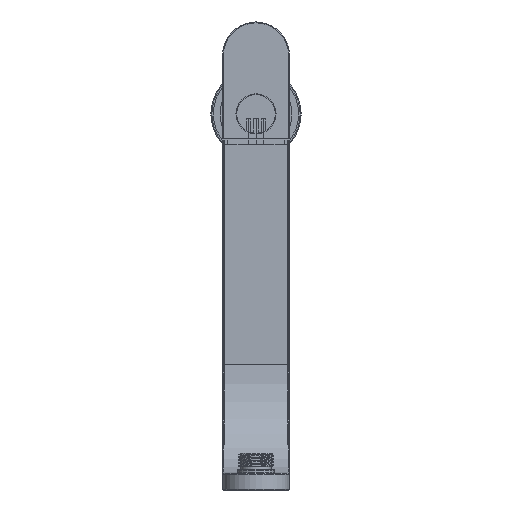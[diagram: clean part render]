
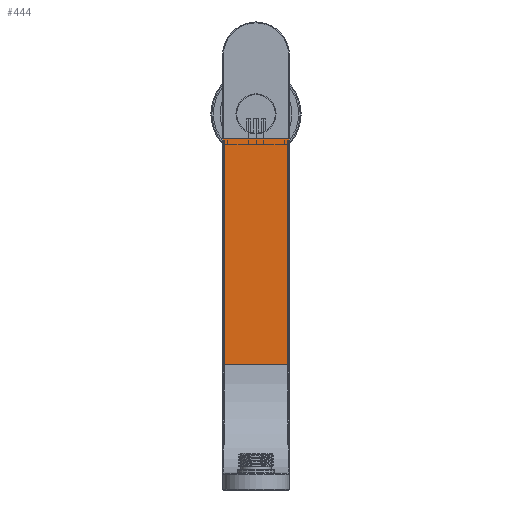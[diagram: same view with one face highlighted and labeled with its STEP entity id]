
A CAD part, front view. The second image highlights one B-rep face of the part: STEP entity #444.
In plain terms, the highlighted planar face has unit normal (0, -1, 0).
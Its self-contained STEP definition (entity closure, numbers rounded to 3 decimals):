
#1=DIRECTION('',(0.,0.,1.));
#2=VECTOR('',#1,135.);
#3=CARTESIAN_POINT('',(19.5,-5.,-205.));
#4=LINE('',#3,#2);
#5=DIRECTION('',(0.,0.,1.));
#6=VECTOR('',#5,135.);
#7=CARTESIAN_POINT('',(-19.5,-5.,-205.));
#8=LINE('',#7,#6);
#9=DIRECTION('',(-1.,0.,0.));
#10=VECTOR('',#9,39.);
#11=CARTESIAN_POINT('',(19.5,-5.,-70.));
#12=LINE('',#11,#10);
#268=DIRECTION('',(-1.,0.,0.));
#269=VECTOR('',#268,39.);
#270=CARTESIAN_POINT('',(19.5,-5.,-205.));
#271=LINE('',#270,#269);
#381=CARTESIAN_POINT('',(19.5,-5.,-70.));
#383=VERTEX_POINT('',#381);
#387=CARTESIAN_POINT('',(19.5,-5.,-205.));
#388=VERTEX_POINT('',#387);
#414=CARTESIAN_POINT('',(-19.5,-5.,-70.));
#416=VERTEX_POINT('',#414);
#417=CARTESIAN_POINT('',(-19.5,-5.,-205.));
#418=VERTEX_POINT('',#417);
#429=CARTESIAN_POINT('',(20.,-5.,0.));
#430=DIRECTION('',(0.,-1.,0.));
#431=DIRECTION('',(-1.,0.,0.));
#432=AXIS2_PLACEMENT_3D('',#429,#430,#431);
#433=PLANE('',#432);
#435=ORIENTED_EDGE('',*,*,#434,.F.);
#437=ORIENTED_EDGE('',*,*,#436,.T.);
#439=ORIENTED_EDGE('',*,*,#438,.T.);
#441=ORIENTED_EDGE('',*,*,#440,.F.);
#442=EDGE_LOOP('',(#435,#437,#439,#441));
#443=FACE_OUTER_BOUND('',#442,.F.);
#444=ADVANCED_FACE('',(#443),#433,.T.);
#434=EDGE_CURVE('',#388,#383,#4,.T.);
#436=EDGE_CURVE('',#388,#418,#271,.T.);
#438=EDGE_CURVE('',#418,#416,#8,.T.);
#440=EDGE_CURVE('',#383,#416,#12,.T.);
